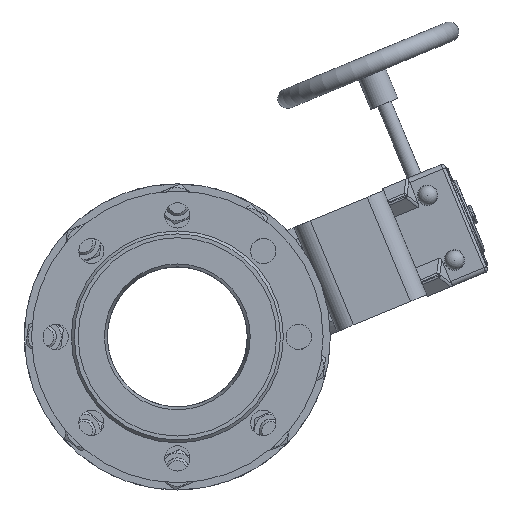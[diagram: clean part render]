
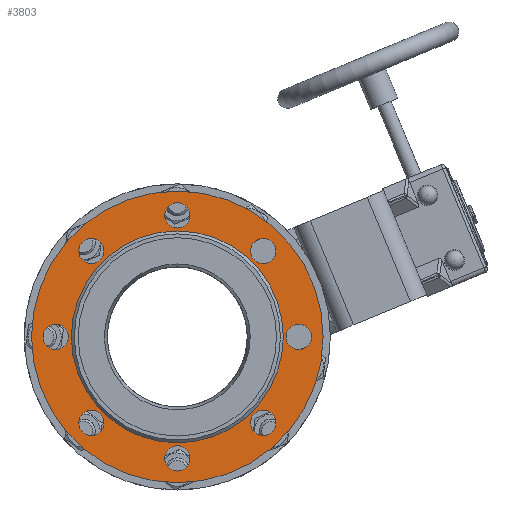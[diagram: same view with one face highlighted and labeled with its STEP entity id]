
A CAD part, left-side view. The second image highlights one B-rep face of the part: STEP entity #3803.
In plain terms, the highlighted planar face has unit normal (-1, 0, 0).
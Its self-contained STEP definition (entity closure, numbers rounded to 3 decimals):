
#3803=ADVANCED_FACE('',(#9045,#9047,#9049,#9051,#9053,#9055,#9057,#9059,#9061,#9063),
#9065,.T.);
#9045=FACE_BOUND('',#9046,.T.);
#9046=EDGE_LOOP('',(#14518));
#9047=FACE_BOUND('',#9048,.T.);
#9048=EDGE_LOOP('',(#14519));
#9049=FACE_BOUND('',#9050,.T.);
#9050=EDGE_LOOP('',(#14520));
#9051=FACE_BOUND('',#9052,.T.);
#9052=EDGE_LOOP('',(#14521));
#9053=FACE_BOUND('',#9054,.T.);
#9054=EDGE_LOOP('',(#14522));
#9055=FACE_BOUND('',#9056,.T.);
#9056=EDGE_LOOP('',(#14523));
#9057=FACE_BOUND('',#9058,.T.);
#9058=EDGE_LOOP('',(#14524));
#9059=FACE_BOUND('',#9060,.T.);
#9060=EDGE_LOOP('',(#14525));
#9061=FACE_BOUND('',#9062,.T.);
#9062=EDGE_LOOP('',(#14526));
#9063=FACE_BOUND('',#9064,.T.);
#9064=EDGE_LOOP('',(#14527));
#9065=PLANE('',#9066);
#9066=AXIS2_PLACEMENT_3D('',#9067,#9068,#9069);
#9067=CARTESIAN_POINT('',(-75.5,0.,0.));
#9068=DIRECTION('',(-1.,0.,0.));
#9069=DIRECTION('',(0.,0.,-1.));
#14518=ORIENTED_EDGE('',*,*,#16670,.F.);
#14519=ORIENTED_EDGE('',*,*,#16679,.F.);
#14520=ORIENTED_EDGE('',*,*,#16671,.F.);
#14521=ORIENTED_EDGE('',*,*,#16672,.F.);
#14522=ORIENTED_EDGE('',*,*,#16673,.F.);
#14523=ORIENTED_EDGE('',*,*,#16674,.F.);
#14524=ORIENTED_EDGE('',*,*,#16675,.F.);
#14525=ORIENTED_EDGE('',*,*,#16676,.F.);
#14526=ORIENTED_EDGE('',*,*,#16677,.F.);
#14527=ORIENTED_EDGE('',*,*,#16678,.F.);
#16670=EDGE_CURVE('',#17787,#17787,#17788,.F.);
#16671=EDGE_CURVE('',#17789,#17789,#17790,.T.);
#16672=EDGE_CURVE('',#17791,#17791,#17792,.T.);
#16673=EDGE_CURVE('',#17793,#17793,#17794,.T.);
#16674=EDGE_CURVE('',#17795,#17795,#17796,.T.);
#16675=EDGE_CURVE('',#17797,#17797,#17798,.T.);
#16676=EDGE_CURVE('',#17799,#17799,#17800,.T.);
#16677=EDGE_CURVE('',#17801,#17801,#17802,.T.);
#16678=EDGE_CURVE('',#17803,#17803,#17804,.T.);
#16679=EDGE_CURVE('',#17805,#17805,#17806,.T.);
#17787=VERTEX_POINT('',#19766);
#17788=CIRCLE('',#19767,150.);
#17789=VERTEX_POINT('',#19771);
#17790=CIRCLE('',#19772,13.);
#17791=VERTEX_POINT('',#19776);
#17792=CIRCLE('',#19777,13.);
#17793=VERTEX_POINT('',#19781);
#17794=CIRCLE('',#19782,13.);
#17795=VERTEX_POINT('',#19786);
#17796=CIRCLE('',#19787,13.);
#17797=VERTEX_POINT('',#19791);
#17798=CIRCLE('',#19792,13.);
#17799=VERTEX_POINT('',#19796);
#17800=CIRCLE('',#19797,13.);
#17801=VERTEX_POINT('',#19801);
#17802=CIRCLE('',#19802,13.);
#17803=VERTEX_POINT('',#19806);
#17804=CIRCLE('',#19807,13.);
#17805=VERTEX_POINT('',#19811);
#17806=CIRCLE('',#19812,109.);
#19766=CARTESIAN_POINT('',(-75.5,-150.,0.));
#19767=AXIS2_PLACEMENT_3D('',#19768,#19769,#19770);
#19768=CARTESIAN_POINT('',(-75.5,0.,0.));
#19769=DIRECTION('',(-1.,0.,0.));
#19770=DIRECTION('',(0.,-1.,0.));
#19771=CARTESIAN_POINT('',(-75.5,-125.,-13.));
#19772=AXIS2_PLACEMENT_3D('',#19773,#19774,#19775);
#19773=CARTESIAN_POINT('',(-75.5,-125.,0.));
#19774=DIRECTION('',(-1.,0.,0.));
#19775=DIRECTION('',(0.,0.,-1.));
#19776=CARTESIAN_POINT('',(-75.5,-97.581,79.196));
#19777=AXIS2_PLACEMENT_3D('',#19778,#19779,#19780);
#19778=CARTESIAN_POINT('',(-75.5,-88.388,88.388));
#19779=DIRECTION('',(-1.,0.,0.));
#19780=DIRECTION('',(0.,-0.707,-0.707));
#19781=CARTESIAN_POINT('',(-75.5,-13.,125.));
#19782=AXIS2_PLACEMENT_3D('',#19783,#19784,#19785);
#19783=CARTESIAN_POINT('',(-75.5,0.,125.));
#19784=DIRECTION('',(-1.,0.,0.));
#19785=DIRECTION('',(0.,-1.,0.));
#19786=CARTESIAN_POINT('',(-75.5,79.196,97.581));
#19787=AXIS2_PLACEMENT_3D('',#19788,#19789,#19790);
#19788=CARTESIAN_POINT('',(-75.5,88.388,88.388));
#19789=DIRECTION('',(-1.,0.,0.));
#19790=DIRECTION('',(0.,-0.707,0.707));
#19791=CARTESIAN_POINT('',(-75.5,125.,13.));
#19792=AXIS2_PLACEMENT_3D('',#19793,#19794,#19795);
#19793=CARTESIAN_POINT('',(-75.5,125.,0.));
#19794=DIRECTION('',(-1.,0.,0.));
#19795=DIRECTION('',(-0.,-0.,1.));
#19796=CARTESIAN_POINT('',(-75.5,97.581,-79.196));
#19797=AXIS2_PLACEMENT_3D('',#19798,#19799,#19800);
#19798=CARTESIAN_POINT('',(-75.5,88.388,-88.388));
#19799=DIRECTION('',(-1.,0.,0.));
#19800=DIRECTION('',(0.,0.707,0.707));
#19801=CARTESIAN_POINT('',(-75.5,13.,-125.));
#19802=AXIS2_PLACEMENT_3D('',#19803,#19804,#19805);
#19803=CARTESIAN_POINT('',(-75.5,0.,-125.));
#19804=DIRECTION('',(-1.,0.,0.));
#19805=DIRECTION('',(0.,1.,-0.));
#19806=CARTESIAN_POINT('',(-75.5,-79.196,-97.581));
#19807=AXIS2_PLACEMENT_3D('',#19808,#19809,#19810);
#19808=CARTESIAN_POINT('',(-75.5,-88.388,-88.388));
#19809=DIRECTION('',(-1.,0.,0.));
#19810=DIRECTION('',(0.,0.707,-0.707));
#19811=CARTESIAN_POINT('',(-75.5,0.,-109.));
#19812=AXIS2_PLACEMENT_3D('',#19813,#19814,#19815);
#19813=CARTESIAN_POINT('',(-75.5,0.,0.));
#19814=DIRECTION('',(-1.,0.,0.));
#19815=DIRECTION('',(0.,0.,-1.));
